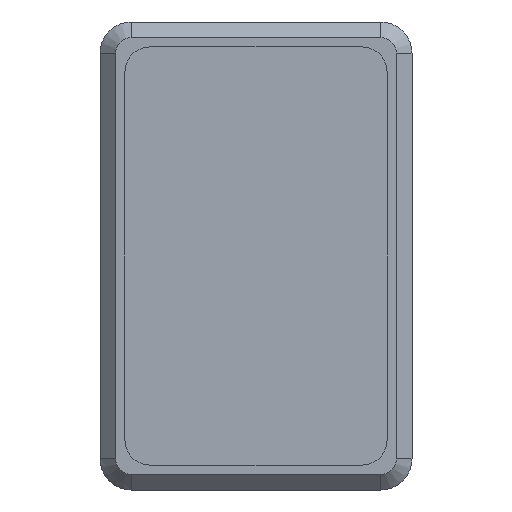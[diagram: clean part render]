
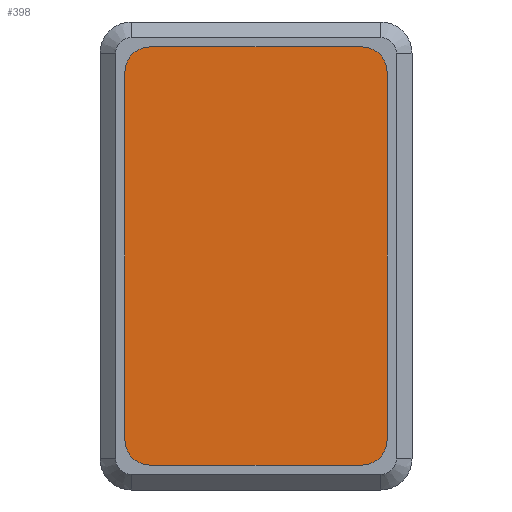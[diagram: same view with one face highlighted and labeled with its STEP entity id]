
A CAD part, front view. The second image highlights one B-rep face of the part: STEP entity #398.
In plain terms, the highlighted planar face has unit normal (0, -1, 0).
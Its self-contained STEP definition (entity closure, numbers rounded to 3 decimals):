
#19 = ORIENTED_EDGE ( 'NONE', *, *, #651, .T. ) ;
#40 = CARTESIAN_POINT ( 'NONE',  ( -13.6, -28., 23.6 ) ) ;
#133 = EDGE_CURVE ( 'NONE', #1617, #1987, #973, .T. ) ;
#192 = CARTESIAN_POINT ( 'NONE',  ( -13.6, -28., -23.6 ) ) ;
#194 = VERTEX_POINT ( 'NONE', #2030 ) ;
#229 = AXIS2_PLACEMENT_3D ( 'NONE', #2272, #1908, #1037 ) ;
#320 = CARTESIAN_POINT ( 'NONE',  ( 13.6, -28., 23.6 ) ) ;
#342 = AXIS2_PLACEMENT_3D ( 'NONE', #192, #408, #1118 ) ;
#398 = ADVANCED_FACE ( 'NONE', ( #1727 ), #657, .T. ) ;
#408 = DIRECTION ( 'NONE',  ( 0., -1., 0. ) ) ;
#422 = VECTOR ( 'NONE', #1327, 1000. ) ;
#448 = VERTEX_POINT ( 'NONE', #1891 ) ;
#474 = VECTOR ( 'NONE', #1326, 1000. ) ;
#519 = CARTESIAN_POINT ( 'NONE',  ( 13.6, -28., -26.8 ) ) ;
#536 = AXIS2_PLACEMENT_3D ( 'NONE', #320, #2265, #838 ) ;
#562 = VERTEX_POINT ( 'NONE', #1311 ) ;
#594 = LINE ( 'NONE', #1319, #474 ) ;
#628 = EDGE_CURVE ( 'NONE', #1987, #194, #1151, .T. ) ;
#639 = ORIENTED_EDGE ( 'NONE', *, *, #133, .T. ) ;
#651 = EDGE_CURVE ( 'NONE', #562, #1617, #1688, .T. ) ;
#657 = PLANE ( 'NONE',  #229 ) ;
#675 = ORIENTED_EDGE ( 'NONE', *, *, #628, .T. ) ;
#729 = EDGE_CURVE ( 'NONE', #1613, #2084, #947, .T. ) ;
#815 = EDGE_CURVE ( 'NONE', #448, #562, #1738, .T. ) ;
#838 = DIRECTION ( 'NONE',  ( 1., 0., 0. ) ) ;
#887 = ORIENTED_EDGE ( 'NONE', *, *, #729, .T. ) ;
#947 = CIRCLE ( 'NONE', #1475, 3.2 ) ;
#973 = CIRCLE ( 'NONE', #1105, 3.2 ) ;
#1037 = DIRECTION ( 'NONE',  ( 1., 0., 0. ) ) ;
#1105 = AXIS2_PLACEMENT_3D ( 'NONE', #40, #1490, #2205 ) ;
#1118 = DIRECTION ( 'NONE',  ( -1., 0., 0. ) ) ;
#1145 = CARTESIAN_POINT ( 'NONE',  ( 13.6, -28., 26.8 ) ) ;
#1151 = LINE ( 'NONE', #1516, #1699 ) ;
#1160 = DIRECTION ( 'NONE',  ( 0., 0., -1. ) ) ;
#1243 = CARTESIAN_POINT ( 'NONE',  ( -13.6, -28., 26.8 ) ) ;
#1311 = CARTESIAN_POINT ( 'NONE',  ( 13.6, -28., 26.8 ) ) ;
#1317 = ORIENTED_EDGE ( 'NONE', *, *, #1714, .T. ) ;
#1319 = CARTESIAN_POINT ( 'NONE',  ( -13.6, -28., -26.8 ) ) ;
#1326 = DIRECTION ( 'NONE',  ( 1., 0., 0. ) ) ;
#1327 = DIRECTION ( 'NONE',  ( -1., 0., 0. ) ) ;
#1475 = AXIS2_PLACEMENT_3D ( 'NONE', #1707, #1861, #1506 ) ;
#1482 = EDGE_LOOP ( 'NONE', ( #1729, #19, #639, #675, #1317, #1725, #887, #2150 ) ) ;
#1486 = CARTESIAN_POINT ( 'NONE',  ( -13.6, -28., -26.8 ) ) ;
#1490 = DIRECTION ( 'NONE',  ( 0., -1., 0. ) ) ;
#1506 = DIRECTION ( 'NONE',  ( 1., 0., 0. ) ) ;
#1516 = CARTESIAN_POINT ( 'NONE',  ( -16.8, -28., 23.6 ) ) ;
#1554 = CARTESIAN_POINT ( 'NONE',  ( 16.8, -28., -23.6 ) ) ;
#1578 = CARTESIAN_POINT ( 'NONE',  ( -16.8, -28., 23.6 ) ) ;
#1613 = VERTEX_POINT ( 'NONE', #519 ) ;
#1617 = VERTEX_POINT ( 'NONE', #1243 ) ;
#1688 = LINE ( 'NONE', #1145, #422 ) ;
#1699 = VECTOR ( 'NONE', #1160, 1000. ) ;
#1707 = CARTESIAN_POINT ( 'NONE',  ( 13.6, -28., -23.6 ) ) ;
#1714 = EDGE_CURVE ( 'NONE', #194, #1743, #2253, .T. ) ;
#1725 = ORIENTED_EDGE ( 'NONE', *, *, #2143, .T. ) ;
#1727 = FACE_OUTER_BOUND ( 'NONE', #1482, .T. ) ;
#1729 = ORIENTED_EDGE ( 'NONE', *, *, #815, .T. ) ;
#1738 = CIRCLE ( 'NONE', #536, 3.2 ) ;
#1743 = VERTEX_POINT ( 'NONE', #1486 ) ;
#1861 = DIRECTION ( 'NONE',  ( 0., -1., 0. ) ) ;
#1891 = CARTESIAN_POINT ( 'NONE',  ( 16.8, -28., 23.6 ) ) ;
#1908 = DIRECTION ( 'NONE',  ( 0., -1., 0. ) ) ;
#1946 = EDGE_CURVE ( 'NONE', #2084, #448, #2116, .T. ) ;
#1987 = VERTEX_POINT ( 'NONE', #1578 ) ;
#2027 = CARTESIAN_POINT ( 'NONE',  ( 16.8, -28., -23.6 ) ) ;
#2030 = CARTESIAN_POINT ( 'NONE',  ( -16.8, -28., -23.6 ) ) ;
#2084 = VERTEX_POINT ( 'NONE', #2027 ) ;
#2116 = LINE ( 'NONE', #1554, #2208 ) ;
#2143 = EDGE_CURVE ( 'NONE', #1743, #1613, #594, .T. ) ;
#2150 = ORIENTED_EDGE ( 'NONE', *, *, #1946, .T. ) ;
#2205 = DIRECTION ( 'NONE',  ( 1., 0., 0. ) ) ;
#2208 = VECTOR ( 'NONE', #2267, 1000. ) ;
#2253 = CIRCLE ( 'NONE', #342, 3.2 ) ;
#2265 = DIRECTION ( 'NONE',  ( 0., -1., 0. ) ) ;
#2267 = DIRECTION ( 'NONE',  ( 0., 0., 1. ) ) ;
#2272 = CARTESIAN_POINT ( 'NONE',  ( 13.6, -28., 23.6 ) ) ;
